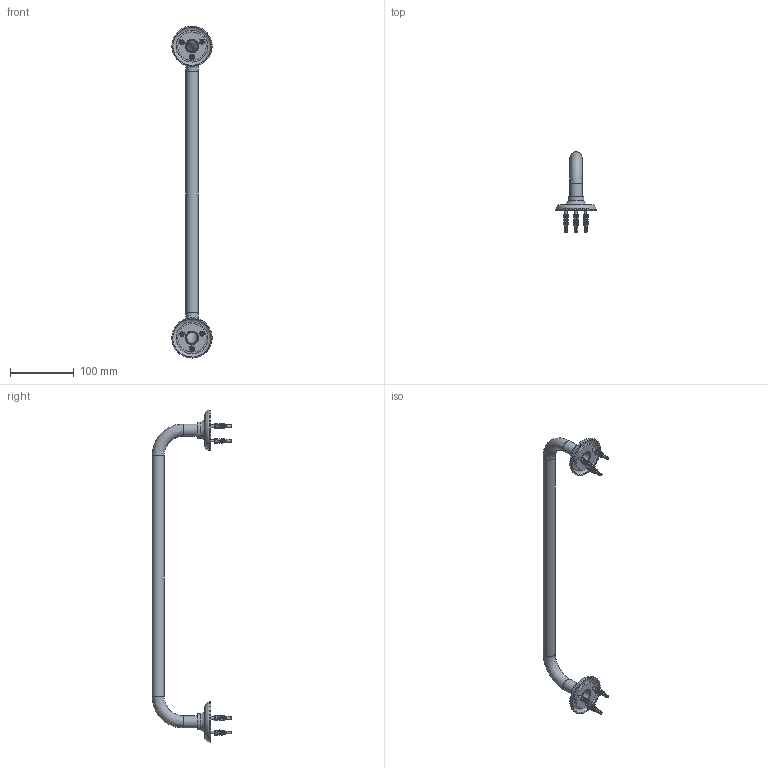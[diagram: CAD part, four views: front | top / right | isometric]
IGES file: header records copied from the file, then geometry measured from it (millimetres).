
Global section: file name: N1055; native system: Autodesk Inventor 2018; preprocessor: unknown; author: aduggalther; date: 20171018.123016; units: millimetre
Bounding box: 63 x 125.18 x 520.18 mm (x, y, z)
Volume: 67576.7 mm3; surface area: 105048 mm2
Topology: 17 solids, 17 shells, 1386 faces, 4144 edges, 2754 vertices
Faces by surface type: bspline 1386
